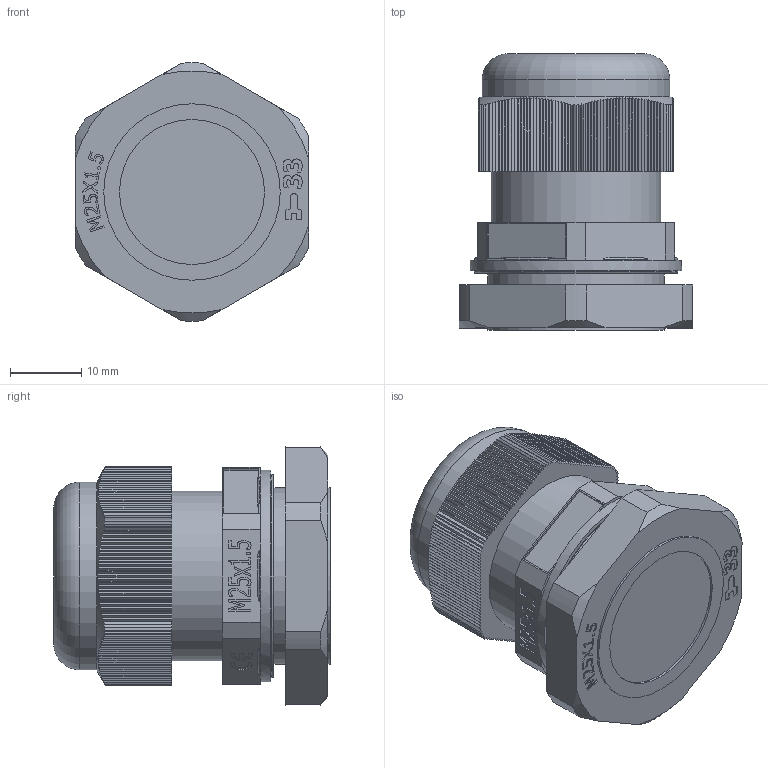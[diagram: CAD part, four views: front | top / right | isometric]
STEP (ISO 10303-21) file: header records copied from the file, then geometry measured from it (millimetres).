
FILE_DESCRIPTION(/* description */ (''),/* implementation_level */ '2;1');
FILE_NAME(/* name */ 'MG25.stp',/* time_stamp */ '2022-02-07T11:52:49+07:00',/* author */ ('zeta-09'),/* organization */ (''),/* preprocessor_version */ 'ST-DEVELOPER v18.1',/* originating_system */ 'Autodesk Inventor 2021',/* authorisation */ '');
FILE_SCHEMA (('AUTOMOTIVE_DESIGN { 1 0 10303 214 3 1 1 }'));
Length unit declared in the file: millimetre
Products named in the file (1): MG25 под stp
Bounding box: 32.7 x 38.71 x 36.19 mm (x, y, z)
Volume: 23621.3 mm3; surface area: 6544.7 mm2
Topology: 1 solids, 1 shells, 972 faces, 2783 edges, 1850 vertices
Faces by surface type: plane 760, bspline 162, cylinder 34, torus 9, cone 7
Full cylindrical faces by diameter (mm): 16 x1, 20.3 x1, 23.7 x1, 24.7 x2, 25.5 x1, 26.3 x1, 26.5 x1, 27.5 x1, 28.5 x1, 29.6 x1
Entity records: 32795 total; most frequent: CARTESIAN_POINT 8926, ORIENTED_EDGE 5566, DIRECTION 3656, EDGE_CURVE 2783, VERTEX_POINT 1850, LINE 1838, VECTOR 1838, EDGE_LOOP 1009
